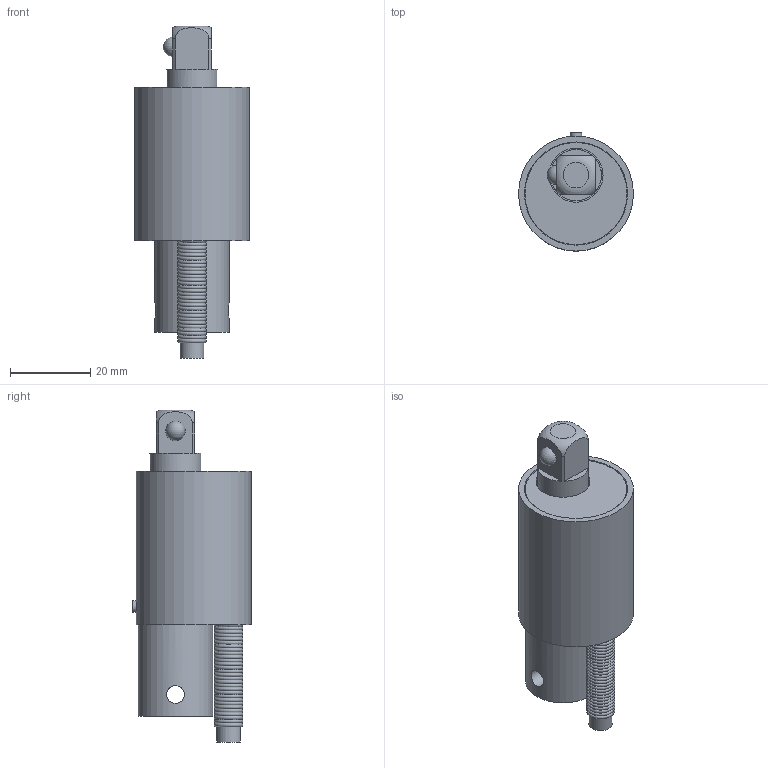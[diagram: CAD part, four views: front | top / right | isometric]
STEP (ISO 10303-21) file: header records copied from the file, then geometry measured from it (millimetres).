
FILE_DESCRIPTION((''),'2;1');
FILE_NAME('TAT410.stp','2011-02-08T14:25:01',('thomasl'),(''),'Autodesk Inventor 2011','Autodesk Inventor 2011','');
FILE_SCHEMA(('AUTOMOTIVE_DESIGN { 1 0 10303 214 1 1 1 1 }'));
Length unit declared in the file: inch
Products named in the file (2): FI1152-A (SubstituteLevelofDetail1); FI1152-A_Substitute_1
Assembly tree (1 placements, depth 2):
  FI1152-A (SubstituteLevelofDetail1)
    FI1152-A_Substitute_1
Bounding box: 28.57 x 29.46 x 82.55 mm (x, y, z)
Volume: 20800.1 mm3; surface area: 13568.7 mm2
Topology: 1 solids, 2 shells, 105 faces, 233 edges, 142 vertices
Faces by surface type: torus 40, plane 39, cylinder 19, cone 5, sphere 2
Full cylindrical faces by diameter (mm): 2.845 x1, 3.277 x1, 4.445 x2, 4.877 x1, 5.08 x1, 5.842 x1, 9.144 x1, 12.7 x1, 13.462 x1, 15.189 x1, 15.24 x1, 18.542 x1, 24.638 x1, 25.4 x1, 25.654 x1, 28.575 x1
Entity records: 2874 total; most frequent: CARTESIAN_POINT 683, DIRECTION 440, ORIENTED_EDGE 310, AXIS2_PLACEMENT_3D 198, EDGE_LOOP 188, EDGE_CURVE 155, VERTEX_POINT 129, STYLED_ITEM 106
